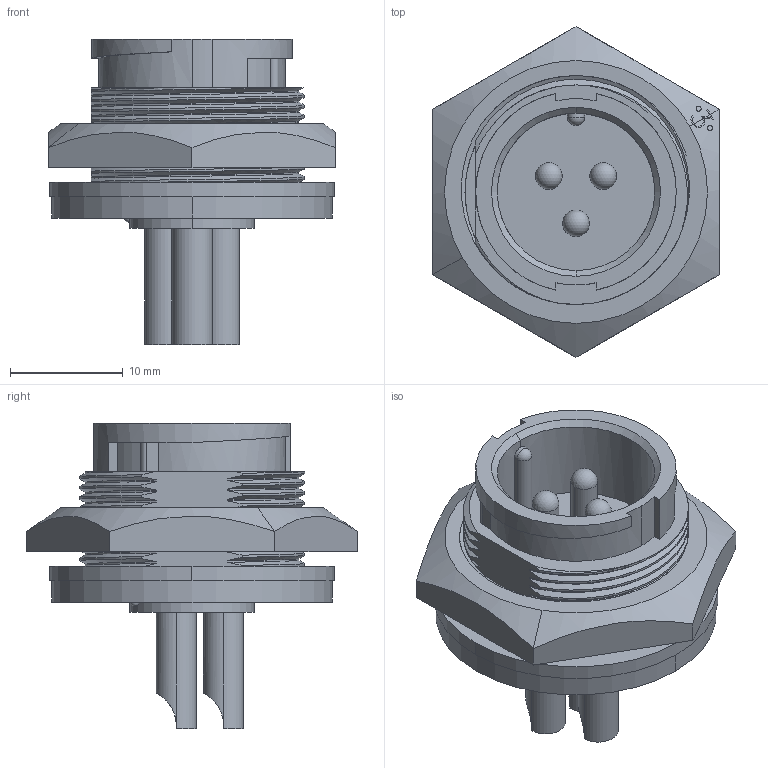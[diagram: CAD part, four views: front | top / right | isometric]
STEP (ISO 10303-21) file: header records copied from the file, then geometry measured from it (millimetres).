
FILE_DESCRIPTION (( 'STEP AP203' ), '1' );
FILE_NAME ('4182-3PG-300A.STEP', '2016-03-16T15:08:13', ( '' ), ( '' ), 'SwSTEP 2.0', 'SolidWorks 2014', '' );
FILE_SCHEMA (( 'CONFIG_CONTROL_DESIGN' ));
Length unit declared in the file: inch
Products named in the file (1): 4182-3PG-300A
Bounding box: 25.4 x 29.33 x 27.13 mm (x, y, z)
Volume: 5114.4 mm3; surface area: 4273.4 mm2
Topology: 2 solids, 2 shells, 300 faces, 829 edges, 546 vertices
Faces by surface type: plane 123, cylinder 82, bspline 76, cone 14, sphere 5
Entity records: 19035 total; most frequent: CARTESIAN_POINT 12345, ORIENTED_EDGE 1626, DIRECTION 997, EDGE_CURVE 813, VERTEX_POINT 538, LINE 399, VECTOR 399, EDGE_LOOP 323
